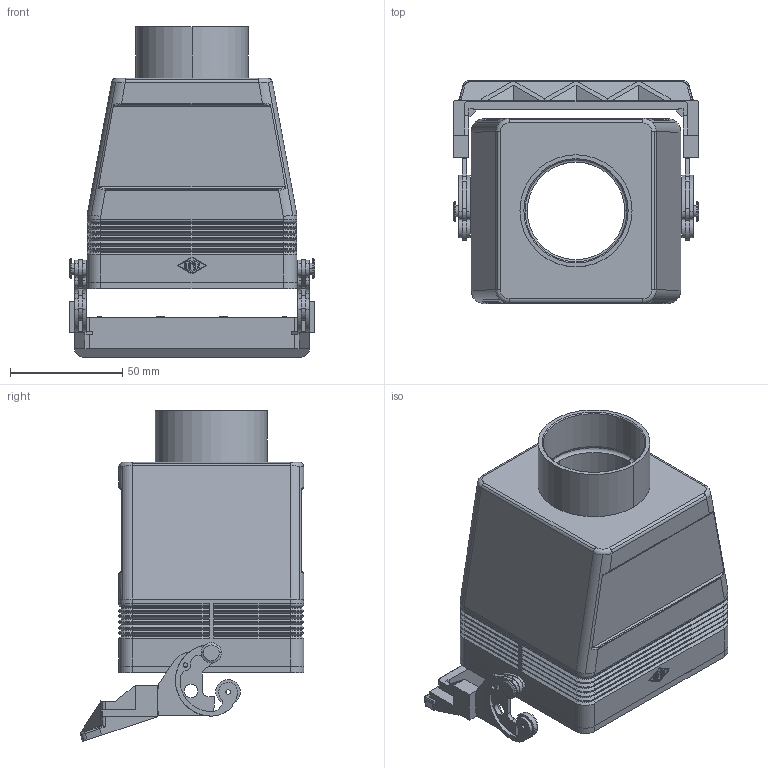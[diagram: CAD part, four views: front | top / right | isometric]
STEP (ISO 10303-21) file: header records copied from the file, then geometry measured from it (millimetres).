
FILE_DESCRIPTION((''),'2;1');
FILE_NAME('CHV 32 LG.stp','2006-12-20T17:23:02',('gembarski'),(''),'Autodesk Inventor 7','Autodesk Inventor 7','');
FILE_SCHEMA(('AUTOMOTIVE_DESIGN { 1 0 10303 214 1 1 1 1 }'));
Length unit declared in the file: millimetre
Products named in the file (1): CHV 32 LG
Bounding box: 109.5 x 99.73 x 147.48 mm (x, y, z)
Volume: 184186 mm3; surface area: 94955.4 mm2
Topology: 5 solids, 5 shells, 770 faces, 1906 edges, 1169 vertices
Faces by surface type: plane 275, cylinder 216, bspline 209, cone 60, torus 10
Entity records: 24378 total; most frequent: CARTESIAN_POINT 6417, ORIENTED_EDGE 3780, DIRECTION 3641, EDGE_CURVE 1890, VECTOR 1235, LINE 1235, AXIS2_PLACEMENT_3D 1203, VERTEX_POINT 1169
